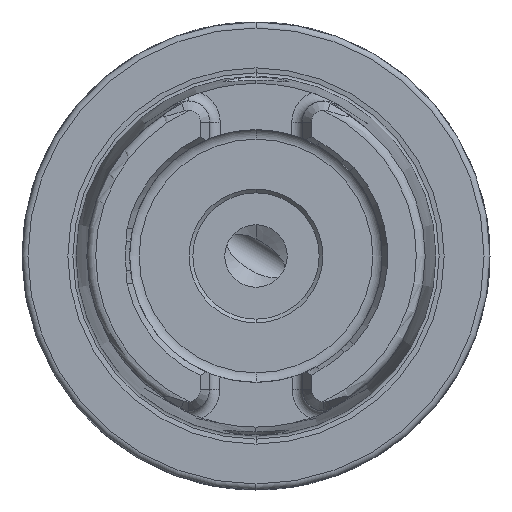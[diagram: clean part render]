
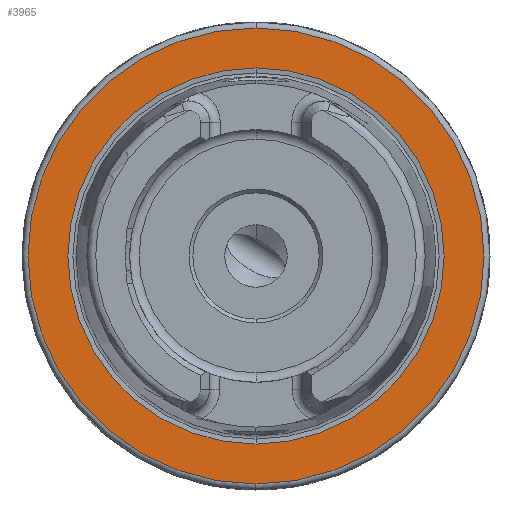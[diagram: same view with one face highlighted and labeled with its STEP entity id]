
A CAD part, left-side view. The second image highlights one B-rep face of the part: STEP entity #3965.
In plain terms, the highlighted planar face has unit normal (-1, 0, 0).
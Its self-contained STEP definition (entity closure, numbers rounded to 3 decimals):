
#597 = CARTESIAN_POINT ( 'NONE',  ( 0., 0., -30.7 ) ) ;
#598 = CARTESIAN_POINT ( 'NONE',  ( 0., 0., 30.7 ) ) ;
#600 = CARTESIAN_POINT ( 'NONE',  ( 0., 0., 25.324 ) ) ;
#605 = CARTESIAN_POINT ( 'NONE',  ( 0., 0., -25.324 ) ) ;
#1201 = EDGE_CURVE ( 'NONE', #4772, #4771, #3047, .T. ) ;
#1202 = EDGE_CURVE ( 'NONE', #4769, #4764, #3048, .T. ) ;
#1443 = AXIS2_PLACEMENT_3D ( 'NONE', #10096, #10095, #10094 ) ;
#1444 = AXIS2_PLACEMENT_3D ( 'NONE', #10093, #10091, #10090 ) ;
#1803 = AXIS2_PLACEMENT_3D ( 'NONE', #12097, #12099, #12094 ) ;
#2278 = EDGE_LOOP ( 'NONE', ( #5506, #5505 ) ) ;
#2281 = EDGE_LOOP ( 'NONE', ( #5504, #5503 ) ) ;
#3047 = CIRCLE ( 'NONE', #1443, 30.7 ) ;
#3048 = CIRCLE ( 'NONE', #1444, 25.324 ) ;
#3965 = ADVANCED_FACE ( 'NONE', ( #8097, #8088 ), #12096, .F. ) ;
#4764 = VERTEX_POINT ( 'NONE', #605 ) ;
#4769 = VERTEX_POINT ( 'NONE', #600 ) ;
#4771 = VERTEX_POINT ( 'NONE', #598 ) ;
#4772 = VERTEX_POINT ( 'NONE', #597 ) ;
#5503 = ORIENTED_EDGE ( 'NONE', *, *, #1201, .T. ) ;
#5504 = ORIENTED_EDGE ( 'NONE', *, *, #6413, .T. ) ;
#5505 = ORIENTED_EDGE ( 'NONE', *, *, #6409, .F. ) ;
#5506 = ORIENTED_EDGE ( 'NONE', *, *, #1202, .F. ) ;
#6409 = EDGE_CURVE ( 'NONE', #4764, #4769, #9827, .T. ) ;
#6413 = EDGE_CURVE ( 'NONE', #4771, #4772, #9836, .T. ) ;
#8088 = FACE_OUTER_BOUND ( 'NONE', #2281, .T. ) ;
#8097 = FACE_BOUND ( 'NONE', #2278, .T. ) ;
#9071 = AXIS2_PLACEMENT_3D ( 'NONE', #11311, #11312, #11313 ) ;
#9074 = AXIS2_PLACEMENT_3D ( 'NONE', #11320, #11321, #11322 ) ;
#9827 = CIRCLE ( 'NONE', #9071, 25.324 ) ;
#9836 = CIRCLE ( 'NONE', #9074, 30.7 ) ;
#10090 = DIRECTION ( 'NONE',  ( 0., 0., 1. ) ) ;
#10091 = DIRECTION ( 'NONE',  ( -1., 0., 0. ) ) ;
#10093 = CARTESIAN_POINT ( 'NONE',  ( 0., 0., 0. ) ) ;
#10094 = DIRECTION ( 'NONE',  ( 0., 0., 1. ) ) ;
#10095 = DIRECTION ( 'NONE',  ( -1., 0., 0. ) ) ;
#10096 = CARTESIAN_POINT ( 'NONE',  ( 0., 0., 0. ) ) ;
#11311 = CARTESIAN_POINT ( 'NONE',  ( 0., 0., 0. ) ) ;
#11312 = DIRECTION ( 'NONE',  ( -1., 0., 0. ) ) ;
#11313 = DIRECTION ( 'NONE',  ( 0., 0., 1. ) ) ;
#11320 = CARTESIAN_POINT ( 'NONE',  ( 0., 0., 0. ) ) ;
#11321 = DIRECTION ( 'NONE',  ( -1., 0., 0. ) ) ;
#11322 = DIRECTION ( 'NONE',  ( 0., 0., 1. ) ) ;
#12094 = DIRECTION ( 'NONE',  ( 0., 0., -1. ) ) ;
#12096 = PLANE ( 'NONE',  #1803 ) ;
#12097 = CARTESIAN_POINT ( 'NONE',  ( 0., 30.7, 0. ) ) ;
#12099 = DIRECTION ( 'NONE',  ( 1., 0., 0. ) ) ;
